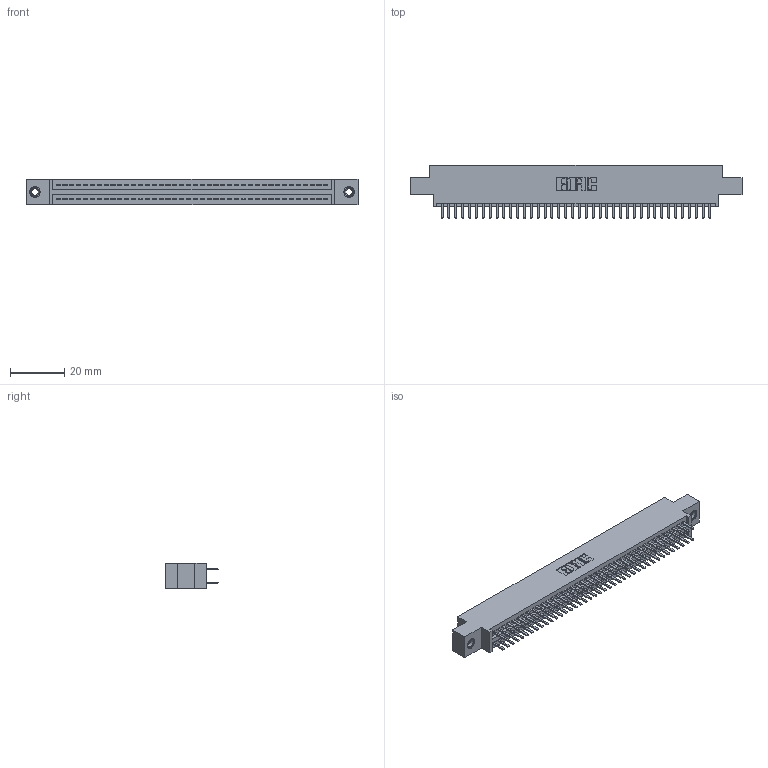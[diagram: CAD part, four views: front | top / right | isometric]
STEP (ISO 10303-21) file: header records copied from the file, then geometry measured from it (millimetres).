
FILE_DESCRIPTION (( 'STEP AP203' ), '1' );
FILE_NAME ('395-080-520-807.STEP', '2018-11-28T02:51:38', ( '' ), ( '' ), 'SwSTEP 2.0', 'SolidWorks 2016', '' );
FILE_SCHEMA (( 'CONFIG_CONTROL_DESIGN' ));
Length unit declared in the file: inch
Products named in the file (4): 345-250-001_345-250-005-103; 345 Part_0.170 Offset - 0.156 Dia-TI; 395-080-520-807; 345-292-001_345-293-120
Assembly tree (83 placements, depth 2):
  395-080-520-807
    345 Part_0.170 Offset - 0.156 Dia-TI
    345-292-001_345-293-120  x80
    345-250-001_345-250-005-103  x2
Bounding box: 122.81 x 19.68 x 9.4 mm (x, y, z)
Volume: 11749.2 mm3; surface area: 17425 mm2
Topology: 83 solids, 83 shells, 4510 faces, 13049 edges, 8478 vertices
Faces by surface type: plane 2916, cylinder 1578, cone 12, torus 4
Entity records: 33086 total; most frequent: CARTESIAN_POINT 5543, ORIENTED_EDGE 5458, DIRECTION 4903, EDGE_CURVE 2729, VECTOR 2413, LINE 2413, VERTEX_POINT 1812, AXIS2_PLACEMENT_3D 1245
